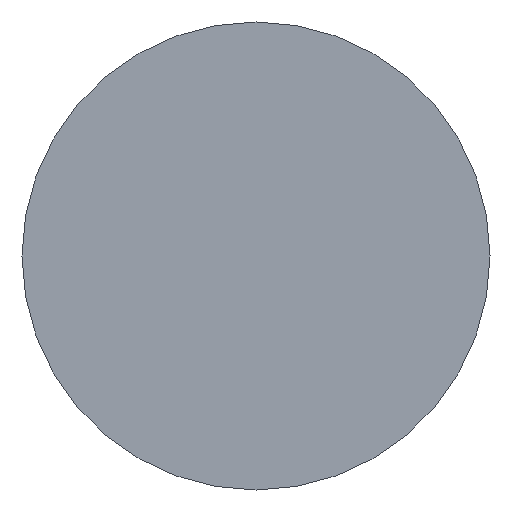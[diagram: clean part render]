
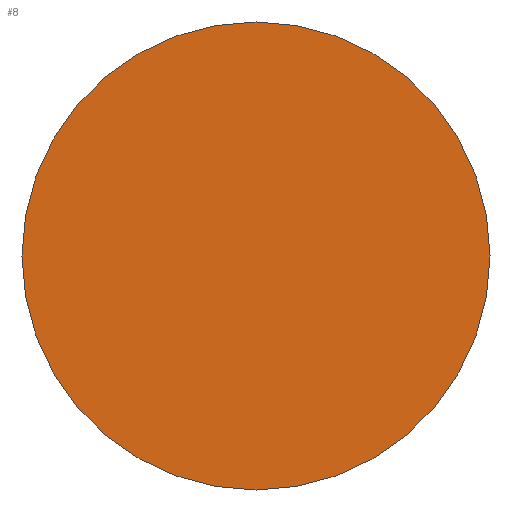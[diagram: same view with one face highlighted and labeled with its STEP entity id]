
A CAD part, front view. The second image highlights one B-rep face of the part: STEP entity #8.
In plain terms, the highlighted planar face has unit normal (0, -1, 0).
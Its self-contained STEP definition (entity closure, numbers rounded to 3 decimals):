
#8 = ADVANCED_FACE ( 'NONE', ( #173 ), #60, .F. ) ;
#21 = DIRECTION ( 'NONE',  ( 0., 1., 0. ) ) ;
#26 = CARTESIAN_POINT ( 'NONE',  ( 0., 0., 0. ) ) ;
#38 = CARTESIAN_POINT ( 'NONE',  ( 0., 0., 0. ) ) ;
#44 = CARTESIAN_POINT ( 'NONE',  ( 0., 0., 0. ) ) ;
#47 = CARTESIAN_POINT ( 'NONE',  ( 0., 0., -9.5 ) ) ;
#48 = DIRECTION ( 'NONE',  ( 0., 0., 1. ) ) ;
#54 = DIRECTION ( 'NONE',  ( 0., 0., 1. ) ) ;
#56 = DIRECTION ( 'NONE',  ( 0., 1., 0. ) ) ;
#60 = PLANE ( 'NONE',  #118 ) ;
#61 = VERTEX_POINT ( 'NONE', #64 ) ;
#62 = VERTEX_POINT ( 'NONE', #47 ) ;
#64 = CARTESIAN_POINT ( 'NONE',  ( 0., 0., 9.5 ) ) ;
#81 = DIRECTION ( 'NONE',  ( 0., 1., 0. ) ) ;
#85 = DIRECTION ( 'NONE',  ( 0., 0., 1. ) ) ;
#110 = AXIS2_PLACEMENT_3D ( 'NONE', #44, #81, #85 ) ;
#118 = AXIS2_PLACEMENT_3D ( 'NONE', #38, #21, #48 ) ;
#146 = AXIS2_PLACEMENT_3D ( 'NONE', #26, #56, #54 ) ;
#151 = EDGE_CURVE ( 'NONE', #61, #62, #186, .T. ) ;
#154 = EDGE_CURVE ( 'NONE', #62, #61, #161, .T. ) ;
#161 = CIRCLE ( 'NONE', #110, 9.5 ) ;
#173 = FACE_OUTER_BOUND ( 'NONE', #209, .T. ) ;
#186 = CIRCLE ( 'NONE', #146, 9.5 ) ;
#195 = ORIENTED_EDGE ( 'NONE', *, *, #154, .F. ) ;
#209 = EDGE_LOOP ( 'NONE', ( #195, #247 ) ) ;
#247 = ORIENTED_EDGE ( 'NONE', *, *, #151, .F. ) ;
